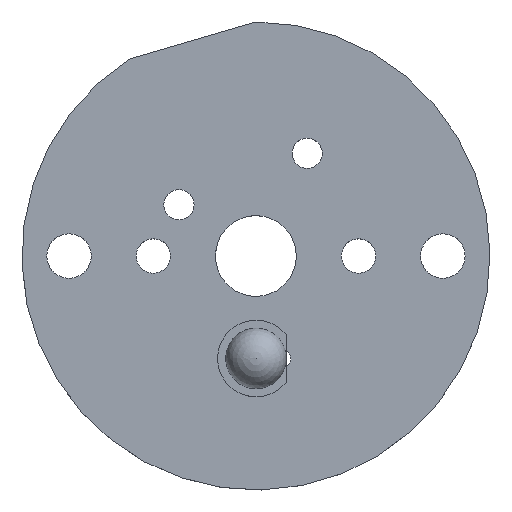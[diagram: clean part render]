
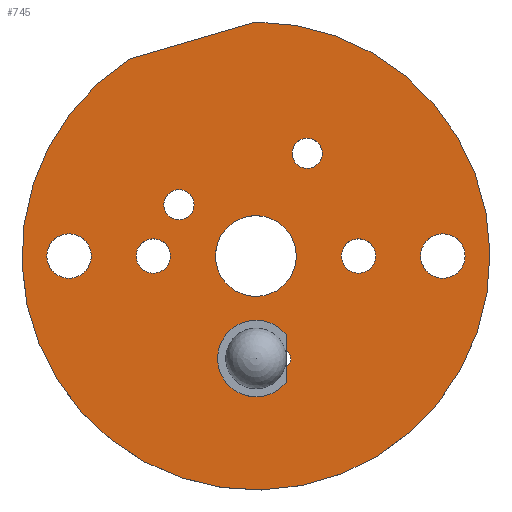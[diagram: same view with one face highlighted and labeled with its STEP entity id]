
A CAD part, top view. The second image highlights one B-rep face of the part: STEP entity #745.
In plain terms, the highlighted planar face has unit normal (0, 0, 1).
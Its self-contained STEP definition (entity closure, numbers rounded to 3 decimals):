
#547 = VERTEX_POINT('',#548);
#548 = CARTESIAN_POINT('',(-52.4,13.181,1.6));
#554 = EDGE_CURVE('',#547,#555,#557,.T.);
#555 = VERTEX_POINT('',#556);
#556 = CARTESIAN_POINT('',(-58.65,11.35,1.6));
#557 = CIRCLE('',#558,11.581);
#558 = AXIS2_PLACEMENT_3D('',#559,#560,#561);
#559 = CARTESIAN_POINT('',(-52.4,1.6,1.6));
#560 = DIRECTION('',(0.,-0.,-1.));
#561 = DIRECTION('',(0.,1.,-0.));
#589 = VERTEX_POINT('',#590);
#590 = CARTESIAN_POINT('',(-58.65,11.35,1.6));
#596 = EDGE_CURVE('',#589,#547,#597,.T.);
#597 = LINE('',#598,#599);
#598 = CARTESIAN_POINT('',(-58.65,11.35,1.6));
#599 = VECTOR('',#600,1.);
#600 = DIRECTION('',(0.96,0.281,0.));
#618 = EDGE_CURVE('',#555,#589,#619,.T.);
#619 = LINE('',#620,#621);
#620 = CARTESIAN_POINT('',(-58.65,11.35,1.6));
#621 = VECTOR('',#622,1.);
#622 = DIRECTION('',(0.,1.,0.));
#745 = ADVANCED_FACE('',(#746,#751,#762,#773,#784,#795,#806,#817,#828,
    #839),#850,.T.);
#746 = FACE_BOUND('',#747,.T.);
#747 = EDGE_LOOP('',(#748,#749,#750));
#748 = ORIENTED_EDGE('',*,*,#554,.F.);
#749 = ORIENTED_EDGE('',*,*,#596,.F.);
#750 = ORIENTED_EDGE('',*,*,#618,.F.);
#751 = FACE_BOUND('',#752,.T.);
#752 = EDGE_LOOP('',(#753));
#753 = ORIENTED_EDGE('',*,*,#754,.T.);
#754 = EDGE_CURVE('',#755,#755,#757,.T.);
#755 = VERTEX_POINT('',#756);
#756 = CARTESIAN_POINT('',(-53.665,-3.93,1.6));
#757 = CIRCLE('',#758,0.45);
#758 = AXIS2_PLACEMENT_3D('',#759,#760,#761);
#759 = CARTESIAN_POINT('',(-53.665,-3.48,1.6));
#760 = DIRECTION('',(-0.,0.,-1.));
#761 = DIRECTION('',(0.,-1.,-0.));
#762 = FACE_BOUND('',#763,.T.);
#763 = EDGE_LOOP('',(#764));
#764 = ORIENTED_EDGE('',*,*,#765,.T.);
#765 = EDGE_CURVE('',#766,#766,#768,.T.);
#766 = VERTEX_POINT('',#767);
#767 = CARTESIAN_POINT('',(-61.65,0.5,1.6));
#768 = CIRCLE('',#769,1.1);
#769 = AXIS2_PLACEMENT_3D('',#770,#771,#772);
#770 = CARTESIAN_POINT('',(-61.65,1.6,1.6));
#771 = DIRECTION('',(-0.,0.,-1.));
#772 = DIRECTION('',(-0.,-1.,0.));
#773 = FACE_BOUND('',#774,.T.);
#774 = EDGE_LOOP('',(#775));
#775 = ORIENTED_EDGE('',*,*,#776,.T.);
#776 = EDGE_CURVE('',#777,#777,#779,.T.);
#777 = VERTEX_POINT('',#778);
#778 = CARTESIAN_POINT('',(-57.48,0.75,1.6));
#779 = CIRCLE('',#780,0.85);
#780 = AXIS2_PLACEMENT_3D('',#781,#782,#783);
#781 = CARTESIAN_POINT('',(-57.48,1.6,1.6));
#782 = DIRECTION('',(-0.,0.,-1.));
#783 = DIRECTION('',(0.,-1.,-0.));
#784 = FACE_BOUND('',#785,.T.);
#785 = EDGE_LOOP('',(#786));
#786 = ORIENTED_EDGE('',*,*,#787,.T.);
#787 = EDGE_CURVE('',#788,#788,#790,.T.);
#788 = VERTEX_POINT('',#789);
#789 = CARTESIAN_POINT('',(-51.125,-3.93,1.6));
#790 = CIRCLE('',#791,0.45);
#791 = AXIS2_PLACEMENT_3D('',#792,#793,#794);
#792 = CARTESIAN_POINT('',(-51.125,-3.48,1.6));
#793 = DIRECTION('',(-0.,0.,-1.));
#794 = DIRECTION('',(-0.,-1.,0.));
#795 = FACE_BOUND('',#796,.T.);
#796 = EDGE_LOOP('',(#797));
#797 = ORIENTED_EDGE('',*,*,#798,.T.);
#798 = EDGE_CURVE('',#799,#799,#801,.T.);
#799 = VERTEX_POINT('',#800);
#800 = CARTESIAN_POINT('',(-52.4,-0.4,1.6));
#801 = CIRCLE('',#802,2.);
#802 = AXIS2_PLACEMENT_3D('',#803,#804,#805);
#803 = CARTESIAN_POINT('',(-52.4,1.6,1.6));
#804 = DIRECTION('',(-0.,0.,-1.));
#805 = DIRECTION('',(-0.,-1.,0.));
#806 = FACE_BOUND('',#807,.T.);
#807 = EDGE_LOOP('',(#808));
#808 = ORIENTED_EDGE('',*,*,#809,.T.);
#809 = EDGE_CURVE('',#810,#810,#812,.T.);
#810 = VERTEX_POINT('',#811);
#811 = CARTESIAN_POINT('',(-47.32,0.75,1.6));
#812 = CIRCLE('',#813,0.85);
#813 = AXIS2_PLACEMENT_3D('',#814,#815,#816);
#814 = CARTESIAN_POINT('',(-47.32,1.6,1.6));
#815 = DIRECTION('',(-0.,0.,-1.));
#816 = DIRECTION('',(-0.,-1.,0.));
#817 = FACE_BOUND('',#818,.T.);
#818 = EDGE_LOOP('',(#819));
#819 = ORIENTED_EDGE('',*,*,#820,.T.);
#820 = EDGE_CURVE('',#821,#821,#823,.T.);
#821 = VERTEX_POINT('',#822);
#822 = CARTESIAN_POINT('',(-43.15,0.5,1.6));
#823 = CIRCLE('',#824,1.1);
#824 = AXIS2_PLACEMENT_3D('',#825,#826,#827);
#825 = CARTESIAN_POINT('',(-43.15,1.6,1.6));
#826 = DIRECTION('',(-0.,0.,-1.));
#827 = DIRECTION('',(-0.,-1.,0.));
#828 = FACE_BOUND('',#829,.T.);
#829 = EDGE_LOOP('',(#830));
#830 = ORIENTED_EDGE('',*,*,#831,.T.);
#831 = EDGE_CURVE('',#832,#832,#834,.T.);
#832 = VERTEX_POINT('',#833);
#833 = CARTESIAN_POINT('',(-56.21,3.39,1.6));
#834 = CIRCLE('',#835,0.75);
#835 = AXIS2_PLACEMENT_3D('',#836,#837,#838);
#836 = CARTESIAN_POINT('',(-56.21,4.14,1.6));
#837 = DIRECTION('',(-0.,0.,-1.));
#838 = DIRECTION('',(-0.,-1.,0.));
#839 = FACE_BOUND('',#840,.T.);
#840 = EDGE_LOOP('',(#841));
#841 = ORIENTED_EDGE('',*,*,#842,.T.);
#842 = EDGE_CURVE('',#843,#843,#845,.T.);
#843 = VERTEX_POINT('',#844);
#844 = CARTESIAN_POINT('',(-49.86,5.93,1.6));
#845 = CIRCLE('',#846,0.75);
#846 = AXIS2_PLACEMENT_3D('',#847,#848,#849);
#847 = CARTESIAN_POINT('',(-49.86,6.68,1.6));
#848 = DIRECTION('',(-0.,0.,-1.));
#849 = DIRECTION('',(-0.,-1.,0.));
#850 = PLANE('',#851);
#851 = AXIS2_PLACEMENT_3D('',#852,#853,#854);
#852 = CARTESIAN_POINT('',(0.,0.,1.6));
#853 = DIRECTION('',(0.,0.,1.));
#854 = DIRECTION('',(1.,0.,-0.));
